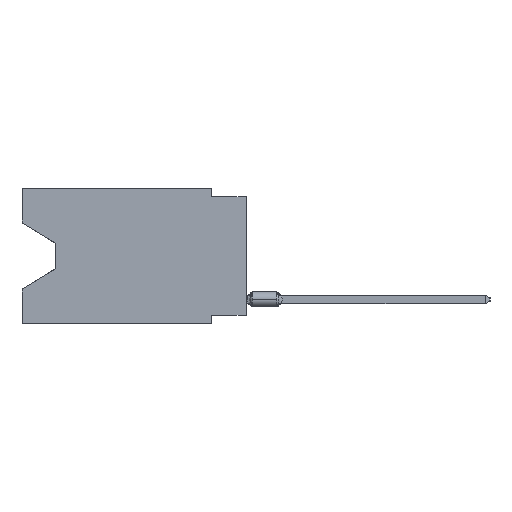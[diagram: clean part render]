
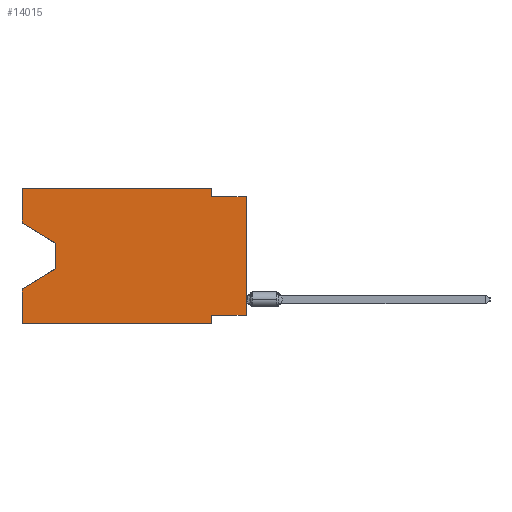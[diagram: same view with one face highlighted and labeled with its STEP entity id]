
A CAD part, left-side view. The second image highlights one B-rep face of the part: STEP entity #14015.
In plain terms, the highlighted planar face has unit normal (-1, 0, 0).
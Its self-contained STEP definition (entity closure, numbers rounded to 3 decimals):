
#269 = VERTEX_POINT ( 'NONE', #25382 ) ;
#402 = CARTESIAN_POINT ( 'NONE',  ( 0., 0., -9.271 ) ) ;
#520 = CARTESIAN_POINT ( 'NONE',  ( 0., 2.54, -9.906 ) ) ;
#585 = EDGE_CURVE ( 'NONE', #34548, #14348, #31836, .T. ) ;
#1093 = ORIENTED_EDGE ( 'NONE', *, *, #24627, .T. ) ;
#1271 = EDGE_CURVE ( 'NONE', #32565, #22698, #4029, .T. ) ;
#1820 = VECTOR ( 'NONE', #17697, 1000. ) ;
#2324 = EDGE_CURVE ( 'NONE', #6971, #22698, #41233, .T. ) ;
#3740 = DIRECTION ( 'NONE',  ( 0., 0., -1. ) ) ;
#3779 = DIRECTION ( 'NONE',  ( 0., 1., 0. ) ) ;
#4029 = LINE ( 'NONE', #10730, #1820 ) ;
#4143 = VERTEX_POINT ( 'NONE', #13377 ) ;
#6029 = CARTESIAN_POINT ( 'NONE',  ( 0., 16.383, 0. ) ) ;
#6143 = CARTESIAN_POINT ( 'NONE',  ( 0., 0., -0.635 ) ) ;
#6554 = EDGE_CURVE ( 'NONE', #10751, #36553, #12788, .T. ) ;
#6940 = CARTESIAN_POINT ( 'NONE',  ( 0., 16.383, -2.546 ) ) ;
#6971 = VERTEX_POINT ( 'NONE', #33674 ) ;
#7709 = VERTEX_POINT ( 'NONE', #35812 ) ;
#7762 = VECTOR ( 'NONE', #43290, 1000. ) ;
#7883 = VECTOR ( 'NONE', #16430, 1000. ) ;
#7998 = VECTOR ( 'NONE', #13518, 1000. ) ;
#9051 = LINE ( 'NONE', #6143, #7883 ) ;
#10730 = CARTESIAN_POINT ( 'NONE',  ( 0., 13.97, -5.893 ) ) ;
#10749 = CARTESIAN_POINT ( 'NONE',  ( 0., 16.383, -9.906 ) ) ;
#10751 = VERTEX_POINT ( 'NONE', #6940 ) ;
#11394 = ORIENTED_EDGE ( 'NONE', *, *, #40606, .F. ) ;
#12788 = LINE ( 'NONE', #42822, #7762 ) ;
#13377 = CARTESIAN_POINT ( 'NONE',  ( 0., 16.383, 0. ) ) ;
#13446 = DIRECTION ( 'NONE',  ( 0., 0., 1. ) ) ;
#13518 = DIRECTION ( 'NONE',  ( 0., 0., -1. ) ) ;
#14015 = ADVANCED_FACE ( 'NONE', ( #14047 ), #23944, .F. ) ;
#14047 = FACE_OUTER_BOUND ( 'NONE', #17716, .T. ) ;
#14348 = VERTEX_POINT ( 'NONE', #16193 ) ;
#14372 = EDGE_CURVE ( 'NONE', #36553, #32565, #39967, .T. ) ;
#14913 = CARTESIAN_POINT ( 'NONE',  ( 0., 13.97, -5.893 ) ) ;
#16098 = LINE ( 'NONE', #6029, #21624 ) ;
#16193 = CARTESIAN_POINT ( 'NONE',  ( 0., 0., -0.635 ) ) ;
#16430 = DIRECTION ( 'NONE',  ( 0., -1., 0. ) ) ;
#16599 = CARTESIAN_POINT ( 'NONE',  ( 0., 16.383, 0. ) ) ;
#16937 = CARTESIAN_POINT ( 'NONE',  ( 0., 16.383, 0. ) ) ;
#17428 = CARTESIAN_POINT ( 'NONE',  ( 0., 16.383, 0. ) ) ;
#17697 = DIRECTION ( 'NONE',  ( 0., 0.855, -0.519 ) ) ;
#17716 = EDGE_LOOP ( 'NONE', ( #38017, #28869, #33602, #22232, #1093, #37272, #25895, #21974, #31636, #27336, #35064, #11394 ) ) ;
#20280 = LINE ( 'NONE', #520, #7998 ) ;
#20995 = EDGE_CURVE ( 'NONE', #269, #34924, #44280, .T. ) ;
#20996 = CARTESIAN_POINT ( 'NONE',  ( 0., 2.54, 0. ) ) ;
#21289 = CARTESIAN_POINT ( 'NONE',  ( 0., 0., 0. ) ) ;
#21343 = EDGE_CURVE ( 'NONE', #7709, #35677, #20280, .T. ) ;
#21624 = VECTOR ( 'NONE', #29785, 1000. ) ;
#21831 = CARTESIAN_POINT ( 'NONE',  ( 0., 2.54, -9.906 ) ) ;
#21974 = ORIENTED_EDGE ( 'NONE', *, *, #585, .T. ) ;
#22031 = VECTOR ( 'NONE', #3779, 1000. ) ;
#22152 = CARTESIAN_POINT ( 'NONE',  ( 0., 2.54, -0.635 ) ) ;
#22232 = ORIENTED_EDGE ( 'NONE', *, *, #2324, .F. ) ;
#22698 = VERTEX_POINT ( 'NONE', #38820 ) ;
#23944 = PLANE ( 'NONE',  #32510 ) ;
#24461 = DIRECTION ( 'NONE',  ( 0., -1., 0. ) ) ;
#24627 = EDGE_CURVE ( 'NONE', #6971, #35677, #34107, .T. ) ;
#25382 = CARTESIAN_POINT ( 'NONE',  ( 0., 2.54, 0. ) ) ;
#25895 = ORIENTED_EDGE ( 'NONE', *, *, #26700, .F. ) ;
#26700 = EDGE_CURVE ( 'NONE', #34548, #7709, #41190, .T. ) ;
#27084 = VECTOR ( 'NONE', #24461, 1000. ) ;
#27336 = ORIENTED_EDGE ( 'NONE', *, *, #20995, .F. ) ;
#28869 = ORIENTED_EDGE ( 'NONE', *, *, #14372, .T. ) ;
#29785 = DIRECTION ( 'NONE',  ( 0., -1., 0. ) ) ;
#31037 = EDGE_CURVE ( 'NONE', #34924, #14348, #9051, .T. ) ;
#31636 = ORIENTED_EDGE ( 'NONE', *, *, #31037, .F. ) ;
#31836 = LINE ( 'NONE', #21289, #41855 ) ;
#32510 = AXIS2_PLACEMENT_3D ( 'NONE', #17428, #37390, #41377 ) ;
#32565 = VERTEX_POINT ( 'NONE', #14913 ) ;
#33059 = VECTOR ( 'NONE', #3740, 1000. ) ;
#33263 = CARTESIAN_POINT ( 'NONE',  ( 0., 13.97, -4.013 ) ) ;
#33602 = ORIENTED_EDGE ( 'NONE', *, *, #1271, .T. ) ;
#33674 = CARTESIAN_POINT ( 'NONE',  ( 0., 16.383, -9.906 ) ) ;
#34001 = LINE ( 'NONE', #16937, #38592 ) ;
#34107 = LINE ( 'NONE', #10749, #27084 ) ;
#34548 = VERTEX_POINT ( 'NONE', #37879 ) ;
#34896 = EDGE_CURVE ( 'NONE', #4143, #269, #16098, .T. ) ;
#34924 = VERTEX_POINT ( 'NONE', #22152 ) ;
#35064 = ORIENTED_EDGE ( 'NONE', *, *, #34896, .F. ) ;
#35677 = VERTEX_POINT ( 'NONE', #21831 ) ;
#35812 = CARTESIAN_POINT ( 'NONE',  ( 0., 2.54, -9.271 ) ) ;
#36267 = CARTESIAN_POINT ( 'NONE',  ( 0., 13.97, -4.013 ) ) ;
#36553 = VERTEX_POINT ( 'NONE', #36267 ) ;
#37004 = VECTOR ( 'NONE', #13446, 1000. ) ;
#37272 = ORIENTED_EDGE ( 'NONE', *, *, #21343, .F. ) ;
#37390 = DIRECTION ( 'NONE',  ( 1., 0., 0. ) ) ;
#37879 = CARTESIAN_POINT ( 'NONE',  ( 0., 0., -9.271 ) ) ;
#38017 = ORIENTED_EDGE ( 'NONE', *, *, #6554, .T. ) ;
#38592 = VECTOR ( 'NONE', #44277, 1000. ) ;
#38820 = CARTESIAN_POINT ( 'NONE',  ( 0., 16.383, -7.36 ) ) ;
#39967 = LINE ( 'NONE', #33263, #41546 ) ;
#40411 = DIRECTION ( 'NONE',  ( 0., 0., -1. ) ) ;
#40606 = EDGE_CURVE ( 'NONE', #10751, #4143, #34001, .T. ) ;
#41190 = LINE ( 'NONE', #402, #22031 ) ;
#41233 = LINE ( 'NONE', #16599, #37004 ) ;
#41377 = DIRECTION ( 'NONE',  ( 0., 0., -1. ) ) ;
#41449 = DIRECTION ( 'NONE',  ( 0., 0., 1. ) ) ;
#41546 = VECTOR ( 'NONE', #40411, 1000. ) ;
#41855 = VECTOR ( 'NONE', #41449, 1000. ) ;
#42822 = CARTESIAN_POINT ( 'NONE',  ( 0., 16.383, -2.546 ) ) ;
#43290 = DIRECTION ( 'NONE',  ( 0., -0.855, -0.519 ) ) ;
#44277 = DIRECTION ( 'NONE',  ( 0., 0., 1. ) ) ;
#44280 = LINE ( 'NONE', #20996, #33059 ) ;
